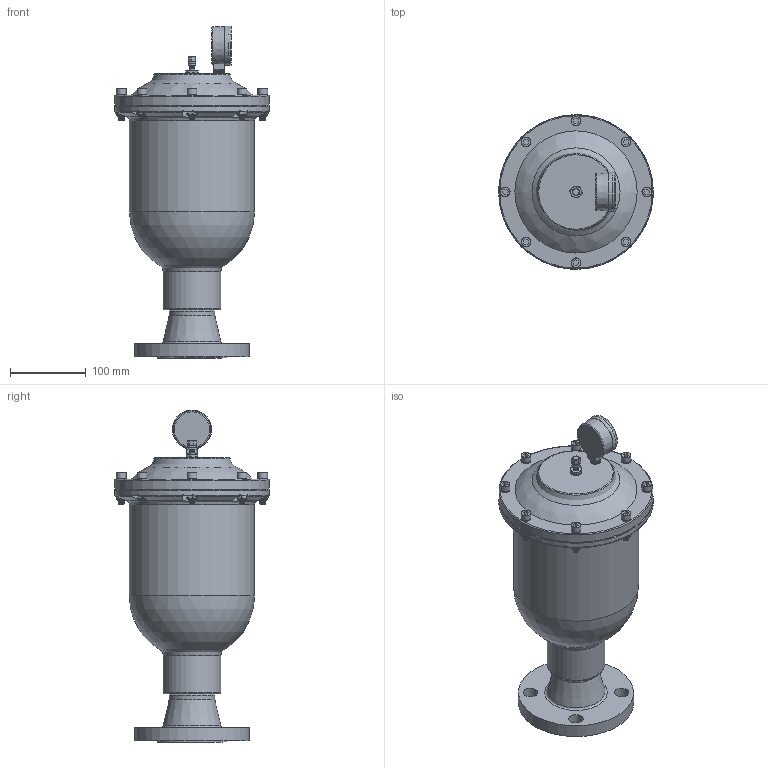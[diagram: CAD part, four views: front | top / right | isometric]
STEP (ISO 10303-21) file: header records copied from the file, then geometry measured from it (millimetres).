
FILE_DESCRIPTION((''),'2;1');
FILE_NAME('APIIIF-ALLOY-WN_R0.ipt.stp','2017-07-10T09:54:20',(''),(''),'Autodesk Inventor 2009','Autodesk Inventor 2009','');
FILE_SCHEMA(('AUTOMOTIVE_DESIGN { 1 0 10303 214 1 1 1 1 }'));
Length unit declared in the file: inch
Products named in the file (1): APIIIF-ALLOY-WN_R0
Bounding box: 204.2 x 204.21 x 438.98 mm (x, y, z)
Volume: 2285639.3 mm3; surface area: 414939.9 mm2
Topology: 12 solids, 12 shells, 783 faces, 2127 edges, 1407 vertices
Faces by surface type: plane 316, bspline 303, cylinder 100, torus 32, cone 31, sphere 1
Full cylindrical faces by diameter (mm): 3.064 x1, 6.35 x1, 7.62 x9, 7.925 x1, 9.349 x1, 10.211 x8, 11.125 x2, 12.446 x8, 12.7 x8, 13.716 x1, 19.05 x4, 50.292 x1, 51.816 x1, 52.502 x1, 56.358 x1, 60.325 x1, 76.2 x1, 91.948 x1, 149.86 x1, 152.4 x1, 165.608 x1, 171.45 x1, 203.962 x1, 204.216 x1
Entity records: 39864 total; most frequent: CARTESIAN_POINT 21742, ORIENTED_EDGE 3972, DIRECTION 2711, EDGE_CURVE 1986, VERTEX_POINT 1372, EDGE_LOOP 962, VECTOR 925, LINE 925
